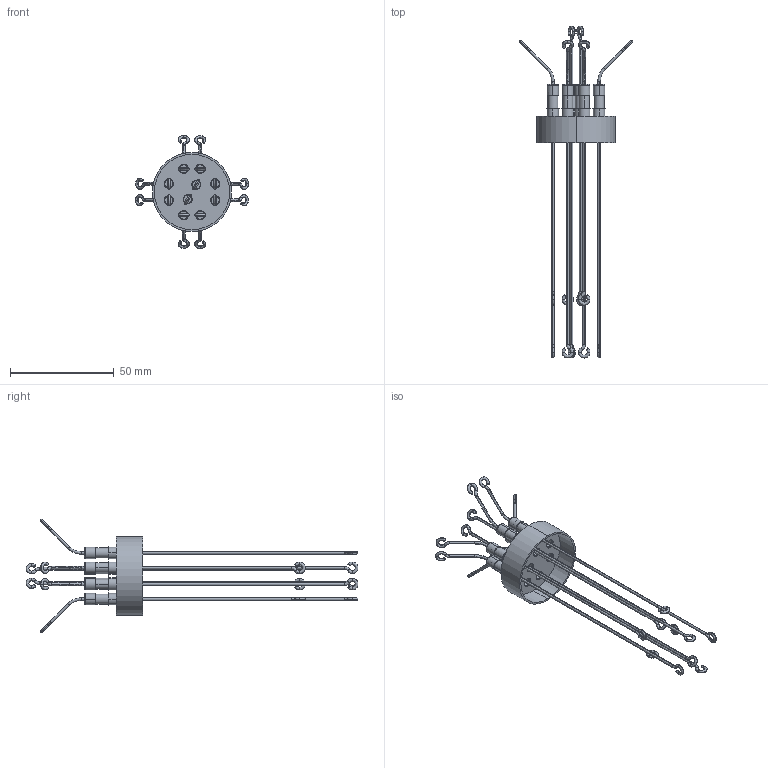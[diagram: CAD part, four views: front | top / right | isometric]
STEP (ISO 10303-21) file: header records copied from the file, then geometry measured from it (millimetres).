
FILE_DESCRIPTION (( 'STEP AP203' ), '1' );
FILE_NAME ('A0789-2-W.STEP', '2013-04-01T11:51:06', ( '' ), ( '' ), 'SwSTEP 2.0', 'SolidWorks 2012', '' );
FILE_SCHEMA (( 'CONFIG_CONTROL_DESIGN' ));
Length unit declared in the file: inch
Products named in the file (1): A0789-2-W
Bounding box: 54.46 x 159.72 x 54.46 mm (x, y, z)
Volume: 10250.8 mm3; surface area: 18222.4 mm2
Topology: 7 solids, 17 shells, 701 faces, 1514 edges, 908 vertices
Faces by surface type: bspline 262, cylinder 244, cone 100, plane 95
Entity records: 23143 total; most frequent: CARTESIAN_POINT 8114, DIRECTION 3396, ORIENTED_EDGE 3028, AXIS2_PLACEMENT_3D 1526, EDGE_CURVE 1514, CIRCLE 1086, VERTEX_POINT 908, EDGE_LOOP 782
